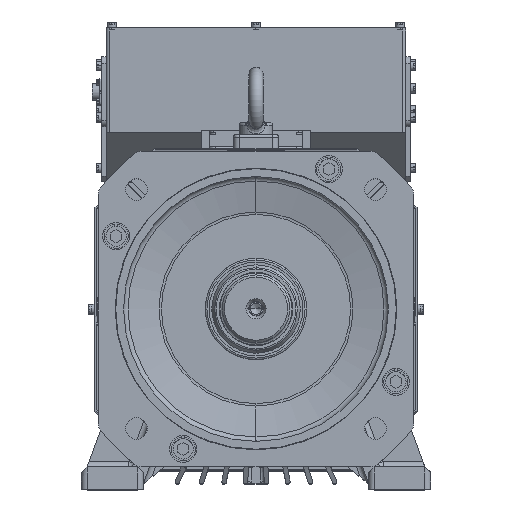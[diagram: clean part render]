
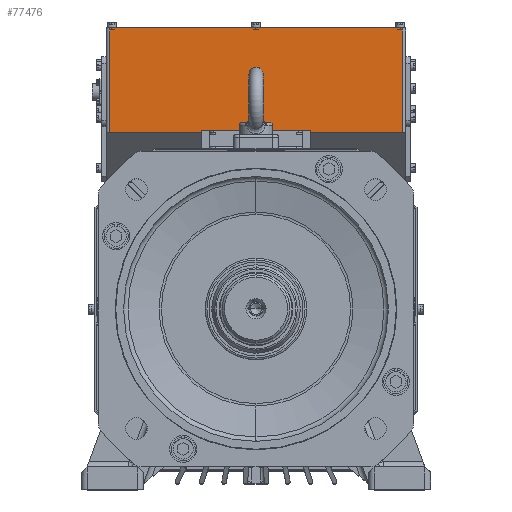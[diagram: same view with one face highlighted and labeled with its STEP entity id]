
A CAD part, top view. The second image highlights one B-rep face of the part: STEP entity #77476.
In plain terms, the highlighted planar face has unit normal (0, 0, 1).
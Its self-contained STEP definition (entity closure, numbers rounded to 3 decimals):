
#32682=DIRECTION('',(0.,1.,0.));
#32683=VECTOR('',#32682,1.);
#32684=CARTESIAN_POINT('',(-130.,247.5,-178.));
#32685=LINE('',#32684,#32683);
#32686=DIRECTION('',(0.,1.,0.));
#32687=VECTOR('',#32686,2.);
#32688=CARTESIAN_POINT('',(-130.,248.5,-178.));
#32689=LINE('',#32688,#32687);
#32690=DIRECTION('',(1.,0.,0.));
#32691=VECTOR('',#32690,260.);
#32692=CARTESIAN_POINT('',(-130.,250.5,-178.));
#32693=LINE('',#32692,#32691);
#32694=DIRECTION('',(0.,-1.,0.));
#32695=VECTOR('',#32694,2.);
#32696=CARTESIAN_POINT('',(130.,250.5,-178.));
#32697=LINE('',#32696,#32695);
#32698=DIRECTION('',(0.,-1.,0.));
#32699=VECTOR('',#32698,1.);
#32700=CARTESIAN_POINT('',(130.,248.5,-178.));
#32701=LINE('',#32700,#32699);
#32702=DIRECTION('',(-1.,0.,0.));
#32703=VECTOR('',#32702,82.);
#32704=CARTESIAN_POINT('',(130.,157.5,-178.));
#32705=LINE('',#32704,#32703);
#32706=DIRECTION('',(0.,1.,0.));
#32707=VECTOR('',#32706,2.);
#32708=CARTESIAN_POINT('',(48.,157.5,-178.));
#32709=LINE('',#32708,#32707);
#32710=DIRECTION('',(-1.,0.,0.));
#32711=VECTOR('',#32710,96.);
#32712=CARTESIAN_POINT('',(48.,159.5,-178.));
#32713=LINE('',#32712,#32711);
#32714=DIRECTION('',(0.,-1.,0.));
#32715=VECTOR('',#32714,2.);
#32716=CARTESIAN_POINT('',(-48.,159.5,-178.));
#32717=LINE('',#32716,#32715);
#32718=DIRECTION('',(-1.,0.,0.));
#32719=VECTOR('',#32718,82.);
#32720=CARTESIAN_POINT('',(-48.,157.5,-178.));
#32721=LINE('',#32720,#32719);
#32726=DIRECTION('',(0.,-1.,0.));
#32727=VECTOR('',#32726,90.);
#32728=CARTESIAN_POINT('',(-130.,247.5,-178.));
#32729=LINE('',#32728,#32727);
#33080=DIRECTION('',(0.,1.,0.));
#33081=VECTOR('',#33080,90.);
#33082=CARTESIAN_POINT('',(130.,157.5,-178.));
#33083=LINE('',#33082,#33081);
#43346=CARTESIAN_POINT('',(48.,159.5,-178.));
#43347=VERTEX_POINT('',#43346);
#43354=CARTESIAN_POINT('',(-48.,159.5,-178.));
#43355=VERTEX_POINT('',#43354);
#43364=CARTESIAN_POINT('',(48.,157.5,-178.));
#43365=VERTEX_POINT('',#43364);
#43366=CARTESIAN_POINT('',(-48.,157.5,-178.));
#43367=VERTEX_POINT('',#43366);
#43368=CARTESIAN_POINT('',(-130.,157.5,-178.));
#43369=VERTEX_POINT('',#43368);
#43370=CARTESIAN_POINT('',(130.,157.5,-178.));
#43371=VERTEX_POINT('',#43370);
#43379=CARTESIAN_POINT('',(130.,250.5,-178.));
#43381=VERTEX_POINT('',#43379);
#43382=CARTESIAN_POINT('',(-130.,250.5,-178.));
#43383=VERTEX_POINT('',#43382);
#45744=CARTESIAN_POINT('',(130.,247.5,-178.));
#45745=VERTEX_POINT('',#45744);
#45746=CARTESIAN_POINT('',(-130.,247.5,-178.));
#45747=VERTEX_POINT('',#45746);
#45772=CARTESIAN_POINT('',(130.,248.5,-178.));
#45773=VERTEX_POINT('',#45772);
#45774=CARTESIAN_POINT('',(-130.,248.5,-178.));
#45775=VERTEX_POINT('',#45774);
#77448=CARTESIAN_POINT('',(0.,202.5,-178.));
#77449=DIRECTION('',(0.,0.,1.));
#77450=DIRECTION('',(-1.,0.,0.));
#77451=AXIS2_PLACEMENT_3D('',#77448,#77449,#77450);
#77452=PLANE('',#77451);
#77454=ORIENTED_EDGE('',*,*,#77453,.T.);
#77456=ORIENTED_EDGE('',*,*,#77455,.T.);
#77458=ORIENTED_EDGE('',*,*,#77457,.T.);
#77460=ORIENTED_EDGE('',*,*,#77459,.T.);
#77462=ORIENTED_EDGE('',*,*,#77461,.T.);
#77464=ORIENTED_EDGE('',*,*,#77463,.F.);
#77466=ORIENTED_EDGE('',*,*,#77465,.T.);
#77467=ORIENTED_EDGE('',*,*,#77437,.T.);
#77468=ORIENTED_EDGE('',*,*,#75858,.T.);
#77469=ORIENTED_EDGE('',*,*,#75897,.T.);
#77471=ORIENTED_EDGE('',*,*,#77470,.T.);
#77473=ORIENTED_EDGE('',*,*,#77472,.F.);
#77474=EDGE_LOOP('',(#77454,#77456,#77458,#77460,#77462,#77464,#77466,#77467,
#77468,#77469,#77471,#77473));
#77475=FACE_OUTER_BOUND('',#77474,.F.);
#77476=ADVANCED_FACE('',(#77475),#77452,.T.);
#75858=EDGE_CURVE('',#43347,#43355,#32713,.T.);
#75897=EDGE_CURVE('',#43355,#43367,#32717,.T.);
#77437=EDGE_CURVE('',#43365,#43347,#32709,.T.);
#77453=EDGE_CURVE('',#45747,#45775,#32685,.T.);
#77455=EDGE_CURVE('',#45775,#43383,#32689,.T.);
#77457=EDGE_CURVE('',#43383,#43381,#32693,.T.);
#77459=EDGE_CURVE('',#43381,#45773,#32697,.T.);
#77461=EDGE_CURVE('',#45773,#45745,#32701,.T.);
#77463=EDGE_CURVE('',#43371,#45745,#33083,.T.);
#77465=EDGE_CURVE('',#43371,#43365,#32705,.T.);
#77470=EDGE_CURVE('',#43367,#43369,#32721,.T.);
#77472=EDGE_CURVE('',#45747,#43369,#32729,.T.);
